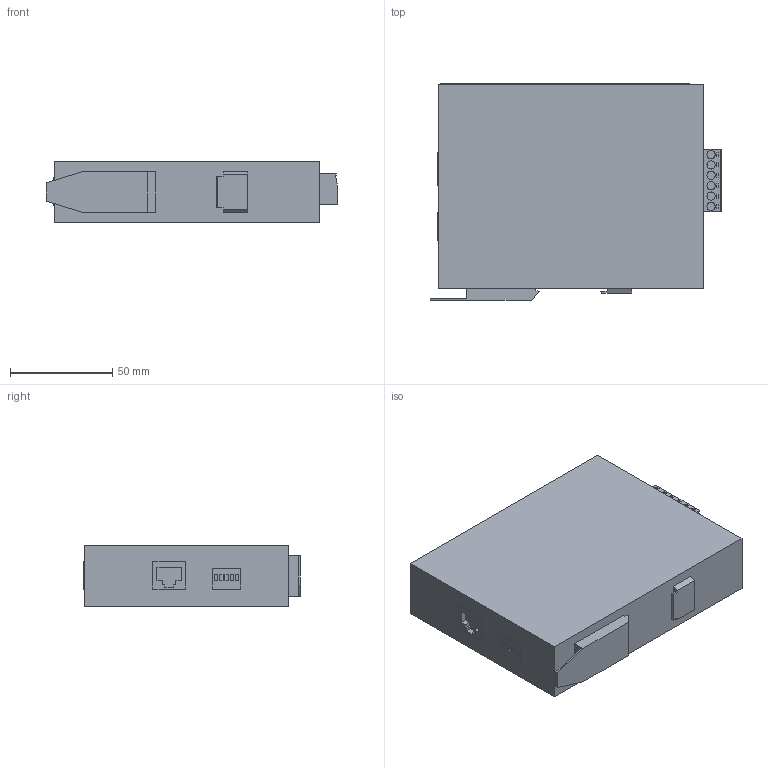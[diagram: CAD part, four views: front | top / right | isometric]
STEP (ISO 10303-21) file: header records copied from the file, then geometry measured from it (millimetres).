
FILE_DESCRIPTION(('SolidDesigner STEP Export'),'2;1');
FILE_NAME('2891151_FL_SWITCH_SFN_5TX_PN-select.stp','2015-02-25T 8:04:17',(''),(''),'Creo Elements/Direct Modeling STEP processor for AP214 (Solid Model)','Creo Elements/Direct Modeling 18.1B 29-Sep-2012 (C) Parametric Technology GmbH','');
FILE_SCHEMA(('AUTOMOTIVE_DESIGN { 1 0 10303 214 1 1 1 1 }'));
Length unit declared in the file: millimetre
Products named in the file (2): 2891151_FL_SWITCH_SFN_5TX_PN-select
Assembly tree (1 placements, depth 2):
  2891151_FL_SWITCH_SFN_5TX_PN-select
    2891151_FL_SWITCH_SFN_5TX_PN-select
Bounding box: 142.83 x 106.2 x 30 mm (x, y, z)
Volume: 397330.5 mm3; surface area: 43511.5 mm2
Topology: 1 solids, 1 shells, 314 faces, 787 edges, 524 vertices
Faces by surface type: plane 256, cylinder 58
Entity records: 11621 total; most frequent: CARTESIAN_POINT 1581, ORIENTED_EDGE 1574, DIRECTION 1446, EDGE_CURVE 787, VECTOR 668, LINE 668, VERTEX_POINT 524, AXIS2_PLACEMENT_3D 389
